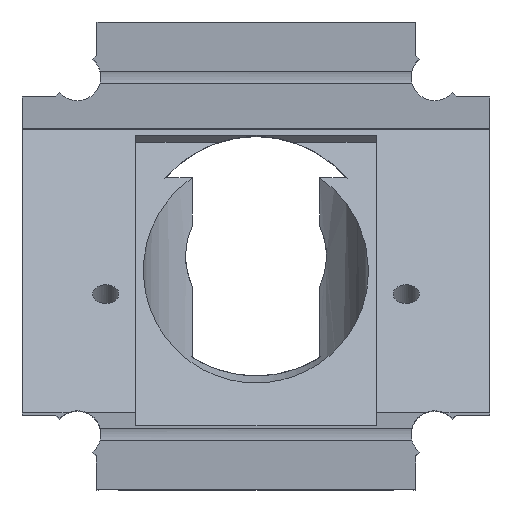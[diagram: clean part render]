
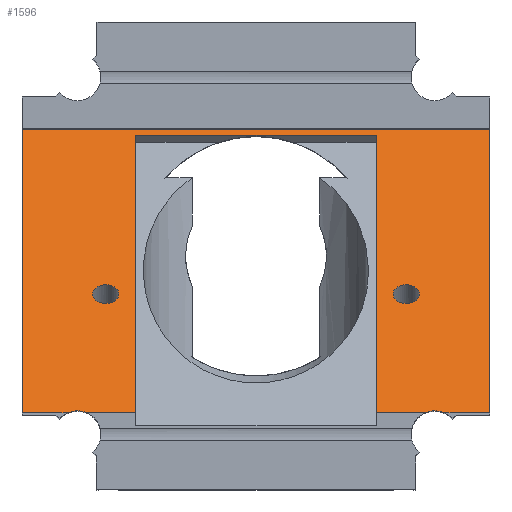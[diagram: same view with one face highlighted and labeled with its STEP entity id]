
A CAD part, top view. The second image highlights one B-rep face of the part: STEP entity #1596.
In plain terms, the highlighted planar face has unit normal (0, 0.707, 0.707).
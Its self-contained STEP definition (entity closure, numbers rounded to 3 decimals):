
#57=FACE_BOUND('',#264,.T.);
#58=FACE_BOUND('',#265,.T.);
#77=CIRCLE('',#1709,1.4);
#78=CIRCLE('',#1710,1.4);
#131=ELLIPSE('',#1707,3.536,2.5);
#132=ELLIPSE('',#1708,3.536,2.5);
#187=FACE_OUTER_BOUND('',#263,.T.);
#263=EDGE_LOOP('',(#1222,#1223,#1224,#1225,#1226,#1227,#1228,#1229,#1230,
#1231,#1232,#1233));
#264=EDGE_LOOP('',(#1234));
#265=EDGE_LOOP('',(#1235));
#409=LINE('',#2444,#579);
#422=LINE('',#2473,#592);
#424=LINE('',#2477,#594);
#438=LINE('',#2536,#608);
#439=LINE('',#2540,#609);
#440=LINE('',#2542,#610);
#441=LINE('',#2544,#611);
#442=LINE('',#2546,#612);
#443=LINE('',#2548,#613);
#444=LINE('',#2551,#614);
#579=VECTOR('',#1959,10.);
#592=VECTOR('',#1980,10.);
#594=VECTOR('',#1984,10.);
#608=VECTOR('',#2030,10.);
#609=VECTOR('',#2033,10.);
#610=VECTOR('',#2034,10.);
#611=VECTOR('',#2035,10.);
#612=VECTOR('',#2036,10.);
#613=VECTOR('',#2037,10.);
#614=VECTOR('',#2040,10.);
#730=VERTEX_POINT('',#2442);
#731=VERTEX_POINT('',#2443);
#743=VERTEX_POINT('',#2471);
#744=VERTEX_POINT('',#2476);
#759=VERTEX_POINT('',#2535);
#760=VERTEX_POINT('',#2537);
#761=VERTEX_POINT('',#2539);
#762=VERTEX_POINT('',#2541);
#763=VERTEX_POINT('',#2543);
#764=VERTEX_POINT('',#2545);
#765=VERTEX_POINT('',#2547);
#766=VERTEX_POINT('',#2549);
#767=VERTEX_POINT('',#2552);
#768=VERTEX_POINT('',#2554);
#906=EDGE_CURVE('',#730,#731,#409,.T.);
#920=EDGE_CURVE('',#731,#743,#422,.T.);
#922=EDGE_CURVE('',#743,#744,#424,.T.);
#946=EDGE_CURVE('',#744,#759,#438,.T.);
#947=EDGE_CURVE('',#759,#760,#131,.T.);
#948=EDGE_CURVE('',#760,#761,#439,.T.);
#949=EDGE_CURVE('',#761,#762,#440,.T.);
#950=EDGE_CURVE('',#762,#763,#441,.T.);
#951=EDGE_CURVE('',#763,#764,#442,.T.);
#952=EDGE_CURVE('',#764,#765,#443,.T.);
#953=EDGE_CURVE('',#765,#766,#132,.T.);
#954=EDGE_CURVE('',#766,#730,#444,.T.);
#955=EDGE_CURVE('',#767,#767,#77,.T.);
#956=EDGE_CURVE('',#768,#768,#78,.T.);
#1222=ORIENTED_EDGE('',*,*,#906,.T.);
#1223=ORIENTED_EDGE('',*,*,#920,.T.);
#1224=ORIENTED_EDGE('',*,*,#922,.T.);
#1225=ORIENTED_EDGE('',*,*,#946,.T.);
#1226=ORIENTED_EDGE('',*,*,#947,.T.);
#1227=ORIENTED_EDGE('',*,*,#948,.T.);
#1228=ORIENTED_EDGE('',*,*,#949,.T.);
#1229=ORIENTED_EDGE('',*,*,#950,.T.);
#1230=ORIENTED_EDGE('',*,*,#951,.T.);
#1231=ORIENTED_EDGE('',*,*,#952,.T.);
#1232=ORIENTED_EDGE('',*,*,#953,.T.);
#1233=ORIENTED_EDGE('',*,*,#954,.T.);
#1234=ORIENTED_EDGE('',*,*,#955,.T.);
#1235=ORIENTED_EDGE('',*,*,#956,.T.);
#1536=PLANE('',#1706);
#1596=ADVANCED_FACE('',(#187,#57,#58),#1536,.F.);
#1706=AXIS2_PLACEMENT_3D('',#2534,#2028,#2029);
#1707=AXIS2_PLACEMENT_3D('',#2538,#2031,#2032);
#1708=AXIS2_PLACEMENT_3D('',#2550,#2038,#2039);
#1709=AXIS2_PLACEMENT_3D('',#2553,#2041,#2042);
#1710=AXIS2_PLACEMENT_3D('',#2555,#2043,#2044);
#1959=DIRECTION('',(0.,0.707,-0.707));
#1980=DIRECTION('',(1.,0.,0.));
#1984=DIRECTION('',(0.,-0.707,0.707));
#2028=DIRECTION('center_axis',(0.,-0.707,
-0.707));
#2029=DIRECTION('ref_axis',(-1.,0.,0.));
#2030=DIRECTION('',(1.,0.,0.));
#2031=DIRECTION('center_axis',(0.,-0.707,
-0.707));
#2032=DIRECTION('ref_axis',(0.,-0.707,0.707));
#2033=DIRECTION('',(1.,0.,0.));
#2034=DIRECTION('',(0.,0.707,-0.707));
#2035=DIRECTION('',(-1.,0.,0.));
#2036=DIRECTION('',(0.,-0.707,0.707));
#2037=DIRECTION('',(1.,0.,0.));
#2038=DIRECTION('center_axis',(0.,-0.707,
-0.707));
#2039=DIRECTION('ref_axis',(0.,-0.707,0.707));
#2040=DIRECTION('',(1.,0.,0.));
#2041=DIRECTION('center_axis',(0.,-0.707,
-0.707));
#2042=DIRECTION('ref_axis',(-1.,0.,0.));
#2043=DIRECTION('center_axis',(0.,-0.707,
-0.707));
#2044=DIRECTION('ref_axis',(-1.,0.,0.));
#2442=CARTESIAN_POINT('',(-12.8,-16.729,33.5));
#2443=CARTESIAN_POINT('',(-12.8,12.876,3.896));
#2444=CARTESIAN_POINT('',(-12.8,-9.87,26.641));
#2471=CARTESIAN_POINT('',(12.8,12.876,3.896));
#2473=CARTESIAN_POINT('',(6.4,12.876,3.896));
#2476=CARTESIAN_POINT('',(12.8,-16.729,33.5));
#2477=CARTESIAN_POINT('',(12.8,-11.549,28.32));
#2534=CARTESIAN_POINT('Origin',(0.,-5.675,22.446));
#2535=CARTESIAN_POINT('',(18.024,-16.729,33.5));
#2536=CARTESIAN_POINT('',(-12.45,-16.729,33.5));
#2537=CARTESIAN_POINT('',(20.019,-16.729,33.5));
#2538=CARTESIAN_POINT('Origin',(19.021,-19.021,35.792));
#2539=CARTESIAN_POINT('',(24.9,-16.729,33.5));
#2540=CARTESIAN_POINT('',(-12.45,-16.729,33.5));
#2541=CARTESIAN_POINT('',(24.9,13.55,3.221));
#2542=CARTESIAN_POINT('',(24.9,-3.595,20.366));
#2543=CARTESIAN_POINT('',(-24.9,13.55,3.221));
#2544=CARTESIAN_POINT('',(12.45,13.55,3.221));
#2545=CARTESIAN_POINT('',(-24.9,-16.729,33.5));
#2546=CARTESIAN_POINT('',(-24.9,3.993,12.778));
#2547=CARTESIAN_POINT('',(-20.019,-16.729,33.5));
#2548=CARTESIAN_POINT('',(-12.45,-16.729,33.5));
#2549=CARTESIAN_POINT('',(-18.024,-16.729,33.5));
#2550=CARTESIAN_POINT('Origin',(-19.021,-19.021,35.792));
#2551=CARTESIAN_POINT('',(-12.45,-16.729,33.5));
#2552=CARTESIAN_POINT('',(17.4,-4.064,20.836));
#2553=CARTESIAN_POINT('Origin',(16.,-4.064,20.836));
#2554=CARTESIAN_POINT('',(-14.6,-4.064,20.836));
#2555=CARTESIAN_POINT('Origin',(-16.,-4.064,20.836));
